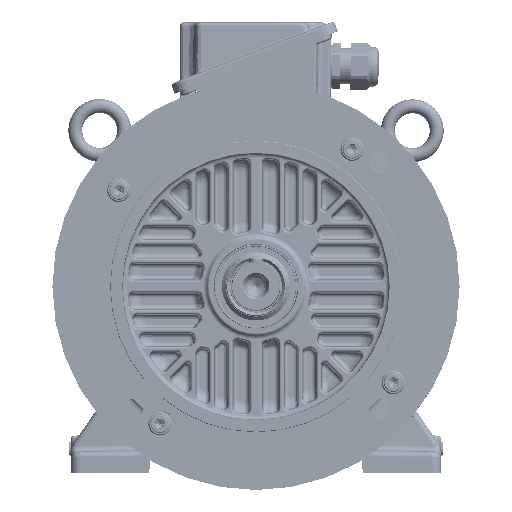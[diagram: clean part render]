
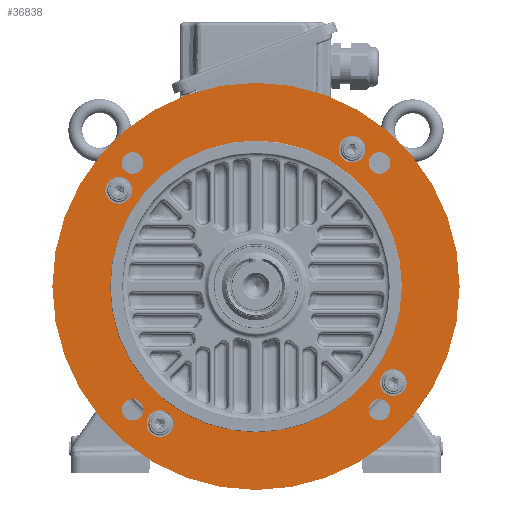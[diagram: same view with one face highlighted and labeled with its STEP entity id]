
A CAD part, top view. The second image highlights one B-rep face of the part: STEP entity #36838.
In plain terms, the highlighted planar face has unit normal (0, 0, 1).
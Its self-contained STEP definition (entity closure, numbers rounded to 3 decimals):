
#27997=PLANE('',#122399);
#36838=ADVANCED_FACE('',(#37933,#37934,#37935,#37936,#37937,#37938,#37939,
#37940,#37941,#37942),#27997,.F.);
#37933=FACE_BOUND('',#44942,.T.);
#37934=FACE_BOUND('',#44943,.T.);
#37935=FACE_BOUND('',#44944,.T.);
#37936=FACE_BOUND('',#44945,.T.);
#37937=FACE_BOUND('',#44946,.T.);
#37938=FACE_BOUND('',#44947,.T.);
#37939=FACE_BOUND('',#44948,.T.);
#37940=FACE_BOUND('',#44949,.T.);
#37941=FACE_BOUND('',#44950,.T.);
#37942=FACE_BOUND('',#44951,.T.);
#44942=EDGE_LOOP('',(#76201));
#44943=EDGE_LOOP('',(#76202));
#44944=EDGE_LOOP('',(#76203));
#44945=EDGE_LOOP('',(#76204));
#44946=EDGE_LOOP('',(#76205));
#44947=EDGE_LOOP('',(#76206));
#44948=EDGE_LOOP('',(#76207));
#44949=EDGE_LOOP('',(#76208));
#44950=EDGE_LOOP('',(#76209));
#44951=EDGE_LOOP('',(#76210));
#76201=ORIENTED_EDGE('',*,*,#105475,.T.);
#76202=ORIENTED_EDGE('',*,*,#105476,.T.);
#76203=ORIENTED_EDGE('',*,*,#105477,.T.);
#76204=ORIENTED_EDGE('',*,*,#105478,.T.);
#76205=ORIENTED_EDGE('',*,*,#105479,.T.);
#76206=ORIENTED_EDGE('',*,*,#105482,.T.);
#76207=ORIENTED_EDGE('',*,*,#105483,.T.);
#76208=ORIENTED_EDGE('',*,*,#105484,.T.);
#76209=ORIENTED_EDGE('',*,*,#105463,.T.);
#76210=ORIENTED_EDGE('',*,*,#105481,.T.);
#87655=VERTEX_POINT('',#265018);
#87662=VERTEX_POINT('',#265039);
#87663=VERTEX_POINT('',#265042);
#87664=VERTEX_POINT('',#265045);
#87665=VERTEX_POINT('',#265048);
#87666=VERTEX_POINT('',#265051);
#87668=VERTEX_POINT('',#265057);
#87669=VERTEX_POINT('',#265060);
#87670=VERTEX_POINT('',#265062);
#87671=VERTEX_POINT('',#265064);
#105463=EDGE_CURVE('',#87655,#87655,#111536,.T.);
#105475=EDGE_CURVE('',#87662,#87662,#111548,.T.);
#105476=EDGE_CURVE('',#87663,#87663,#111549,.T.);
#105477=EDGE_CURVE('',#87664,#87664,#111550,.T.);
#105478=EDGE_CURVE('',#87665,#87665,#111551,.T.);
#105479=EDGE_CURVE('',#87666,#87666,#111552,.T.);
#105481=EDGE_CURVE('',#87668,#87668,#111554,.T.);
#105482=EDGE_CURVE('',#87669,#87669,#111555,.T.);
#105483=EDGE_CURVE('',#87670,#87670,#111556,.T.);
#105484=EDGE_CURVE('',#87671,#87671,#111557,.T.);
#111536=CIRCLE('',#122368,125.4);
#111548=CIRCLE('',#122382,9.25);
#111549=CIRCLE('',#122384,9.25);
#111550=CIRCLE('',#122386,9.25);
#111551=CIRCLE('',#122388,9.25);
#111552=CIRCLE('',#122390,11.5);
#111554=CIRCLE('',#122394,175.);
#111555=CIRCLE('',#122396,11.5);
#111556=CIRCLE('',#122397,11.5);
#111557=CIRCLE('',#122398,11.5);
#122368=AXIS2_PLACEMENT_3D('',#265017,#148830,#148831);
#122382=AXIS2_PLACEMENT_3D('',#265038,#148858,#148859);
#122384=AXIS2_PLACEMENT_3D('',#265041,#148862,#148863);
#122386=AXIS2_PLACEMENT_3D('',#265044,#148866,#148867);
#122388=AXIS2_PLACEMENT_3D('',#265047,#148870,#148871);
#122390=AXIS2_PLACEMENT_3D('',#265050,#148874,#148875);
#122394=AXIS2_PLACEMENT_3D('',#265056,#148882,#148883);
#122396=AXIS2_PLACEMENT_3D('',#265059,#148886,#148887);
#122397=AXIS2_PLACEMENT_3D('',#265061,#148888,#148889);
#122398=AXIS2_PLACEMENT_3D('',#265063,#148890,#148891);
#122399=AXIS2_PLACEMENT_3D('',#265065,#148892,#148893);
#148830=DIRECTION('',(0.,0.,-1.));
#148831=DIRECTION('',(-1.,0.,0.));
#148858=DIRECTION('',(0.,0.,-1.));
#148859=DIRECTION('',(-1.,0.,0.));
#148862=DIRECTION('',(0.,0.,-1.));
#148863=DIRECTION('',(-1.,0.,0.));
#148866=DIRECTION('',(0.,0.,-1.));
#148867=DIRECTION('',(-1.,0.,0.));
#148870=DIRECTION('',(0.,0.,-1.));
#148871=DIRECTION('',(-1.,0.,0.));
#148874=DIRECTION('',(0.,0.,-1.));
#148875=DIRECTION('',(-1.,0.,0.));
#148882=DIRECTION('',(0.,0.,1.));
#148883=DIRECTION('',(-1.,0.,0.));
#148886=DIRECTION('',(0.,0.,-1.));
#148887=DIRECTION('',(-1.,0.,0.));
#148888=DIRECTION('',(0.,0.,-1.));
#148889=DIRECTION('',(-1.,0.,0.));
#148890=DIRECTION('',(0.,0.,-1.));
#148891=DIRECTION('',(-1.,0.,0.));
#148892=DIRECTION('',(0.,0.,-1.));
#148893=DIRECTION('',(-1.,0.,0.));
#265017=CARTESIAN_POINT('',(0.,0.,0.));
#265018=CARTESIAN_POINT('',(-125.4,0.,0.));
#265038=CARTESIAN_POINT('',(106.066,-106.066,0.));
#265039=CARTESIAN_POINT('',(96.816,-106.066,0.));
#265041=CARTESIAN_POINT('',(-106.066,-106.066,0.));
#265042=CARTESIAN_POINT('',(-115.316,-106.066,0.));
#265044=CARTESIAN_POINT('',(-106.066,106.066,0.));
#265045=CARTESIAN_POINT('',(-115.316,106.066,0.));
#265047=CARTESIAN_POINT('',(106.066,106.066,0.));
#265048=CARTESIAN_POINT('',(96.816,106.066,0.));
#265050=CARTESIAN_POINT('',(117.958,-82.595,0.));
#265051=CARTESIAN_POINT('',(106.458,-82.595,0.));
#265056=CARTESIAN_POINT('',(0.,0.,0.));
#265057=CARTESIAN_POINT('',(-175.,0.,0.));
#265059=CARTESIAN_POINT('',(-82.595,-117.958,0.));
#265060=CARTESIAN_POINT('',(-94.095,-117.958,0.));
#265061=CARTESIAN_POINT('',(-117.958,82.595,0.));
#265062=CARTESIAN_POINT('',(-129.458,82.595,0.));
#265063=CARTESIAN_POINT('',(82.595,117.958,0.));
#265064=CARTESIAN_POINT('',(71.095,117.958,0.));
#265065=CARTESIAN_POINT('',(0.,125.,0.));
